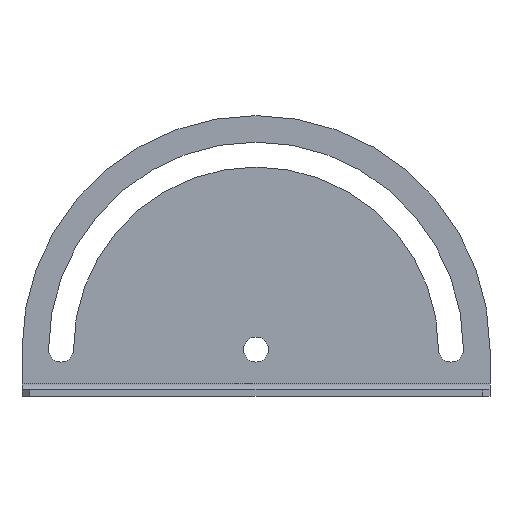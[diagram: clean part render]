
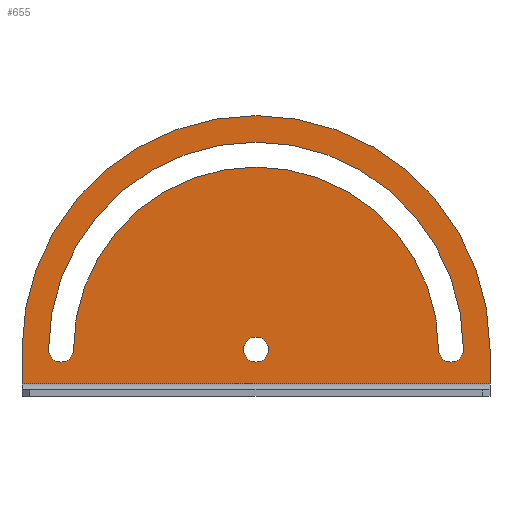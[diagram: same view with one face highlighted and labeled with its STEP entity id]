
A CAD part, top view. The second image highlights one B-rep face of the part: STEP entity #655.
In plain terms, the highlighted planar face has unit normal (0, 0, 1).
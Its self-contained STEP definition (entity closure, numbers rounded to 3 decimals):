
#10 = CARTESIAN_POINT ( 'NONE',  ( -4., 15., 2. ) ) ;
#11 = DIRECTION ( 'NONE',  ( 0., 0., 1. ) ) ;
#22 = VERTEX_POINT ( 'NONE', #201 ) ;
#25 = CARTESIAN_POINT ( 'NONE',  ( 0., 15., 2. ) ) ;
#27 = EDGE_CURVE ( 'NONE', #591, #256, #657, .T. ) ;
#30 = CARTESIAN_POINT ( 'NONE',  ( -75., 0., 2. ) ) ;
#41 = CIRCLE ( 'NONE', #694, 4. ) ;
#63 = DIRECTION ( 'NONE',  ( 0., 0., 1. ) ) ;
#69 = VERTEX_POINT ( 'NONE', #671 ) ;
#72 = CARTESIAN_POINT ( 'NONE',  ( 4., 15., 2. ) ) ;
#73 = DIRECTION ( 'NONE',  ( 1., 0., 0. ) ) ;
#86 = FACE_OUTER_BOUND ( 'NONE', #493, .T. ) ;
#92 = DIRECTION ( 'NONE',  ( 1., 0., 0. ) ) ;
#102 = CARTESIAN_POINT ( 'NONE',  ( -58.5, 15., 2. ) ) ;
#104 = ORIENTED_EDGE ( 'NONE', *, *, #458, .F. ) ;
#106 = AXIS2_PLACEMENT_3D ( 'NONE', #510, #63, #187 ) ;
#107 = CIRCLE ( 'NONE', #658, 75. ) ;
#121 = DIRECTION ( 'NONE',  ( 1., 0., 0. ) ) ;
#128 = DIRECTION ( 'NONE',  ( -1., 0., 0. ) ) ;
#131 = VERTEX_POINT ( 'NONE', #719 ) ;
#135 = VERTEX_POINT ( 'NONE', #214 ) ;
#138 = DIRECTION ( 'NONE',  ( 0., 0., -1. ) ) ;
#139 = EDGE_CURVE ( 'NONE', #797, #69, #408, .T. ) ;
#153 = CARTESIAN_POINT ( 'NONE',  ( 0., 15., 2. ) ) ;
#171 = CARTESIAN_POINT ( 'NONE',  ( -62.5, 15., 2. ) ) ;
#174 = CARTESIAN_POINT ( 'NONE',  ( -75., 15., 2. ) ) ;
#187 = DIRECTION ( 'NONE',  ( 1., 0., 0. ) ) ;
#201 = CARTESIAN_POINT ( 'NONE',  ( 66.5, 15., 2. ) ) ;
#204 = CARTESIAN_POINT ( 'NONE',  ( 75., 0., 2. ) ) ;
#207 = EDGE_LOOP ( 'NONE', ( #104, #771, #348, #234 ) ) ;
#214 = CARTESIAN_POINT ( 'NONE',  ( -66.5, 15., 2. ) ) ;
#223 = ORIENTED_EDGE ( 'NONE', *, *, #312, .F. ) ;
#233 = DIRECTION ( 'NONE',  ( 0., 0., 1. ) ) ;
#234 = ORIENTED_EDGE ( 'NONE', *, *, #540, .F. ) ;
#236 = AXIS2_PLACEMENT_3D ( 'NONE', #171, #246, #121 ) ;
#237 = CARTESIAN_POINT ( 'NONE',  ( 62.5, 15., 2. ) ) ;
#246 = DIRECTION ( 'NONE',  ( 0., 0., 1. ) ) ;
#247 = EDGE_CURVE ( 'NONE', #131, #797, #107, .T. ) ;
#254 = CARTESIAN_POINT ( 'NONE',  ( 0., 15., 2. ) ) ;
#256 = VERTEX_POINT ( 'NONE', #10 ) ;
#262 = EDGE_LOOP ( 'NONE', ( #678, #223 ) ) ;
#265 = EDGE_CURVE ( 'NONE', #701, #477, #754, .T. ) ;
#269 = DIRECTION ( 'NONE',  ( 1., 0., 0. ) ) ;
#274 = CARTESIAN_POINT ( 'NONE',  ( 0., 15., 2. ) ) ;
#276 = ORIENTED_EDGE ( 'NONE', *, *, #604, .T. ) ;
#286 = DIRECTION ( 'NONE',  ( 0., -1., 0. ) ) ;
#294 = AXIS2_PLACEMENT_3D ( 'NONE', #254, #11, #269 ) ;
#308 = VECTOR ( 'NONE', #286, 1000. ) ;
#312 = EDGE_CURVE ( 'NONE', #256, #591, #41, .T. ) ;
#321 = CIRCLE ( 'NONE', #106, 66.5 ) ;
#329 = DIRECTION ( 'NONE',  ( 0., 0., 1. ) ) ;
#348 = ORIENTED_EDGE ( 'NONE', *, *, #369, .F. ) ;
#369 = EDGE_CURVE ( 'NONE', #135, #701, #728, .T. ) ;
#384 = ORIENTED_EDGE ( 'NONE', *, *, #139, .T. ) ;
#408 = LINE ( 'NONE', #30, #308 ) ;
#412 = VECTOR ( 'NONE', #501, 1000. ) ;
#422 = ORIENTED_EDGE ( 'NONE', *, *, #247, .T. ) ;
#428 = AXIS2_PLACEMENT_3D ( 'NONE', #274, #138, #73 ) ;
#429 = DIRECTION ( 'NONE',  ( 1., 0., 0. ) ) ;
#458 = EDGE_CURVE ( 'NONE', #477, #22, #767, .T. ) ;
#465 = CARTESIAN_POINT ( 'NONE',  ( 75., 4., 2. ) ) ;
#477 = VERTEX_POINT ( 'NONE', #715 ) ;
#493 = EDGE_LOOP ( 'NONE', ( #720, #276, #422, #384 ) ) ;
#501 = DIRECTION ( 'NONE',  ( -1., 0., 0. ) ) ;
#510 = CARTESIAN_POINT ( 'NONE',  ( 0., 15., 2. ) ) ;
#531 = VERTEX_POINT ( 'NONE', #465 ) ;
#540 = EDGE_CURVE ( 'NONE', #22, #135, #321, .T. ) ;
#565 = CARTESIAN_POINT ( 'NONE',  ( 75., 4., 2. ) ) ;
#585 = AXIS2_PLACEMENT_3D ( 'NONE', #25, #679, #794 ) ;
#588 = LINE ( 'NONE', #204, #804 ) ;
#591 = VERTEX_POINT ( 'NONE', #72 ) ;
#604 = EDGE_CURVE ( 'NONE', #531, #131, #588, .T. ) ;
#609 = PLANE ( 'NONE',  #585 ) ;
#655 = ADVANCED_FACE ( 'NONE', ( #718, #726, #86 ), #609, .F. ) ;
#657 = CIRCLE ( 'NONE', #294, 4. ) ;
#658 = AXIS2_PLACEMENT_3D ( 'NONE', #700, #329, #128 ) ;
#670 = DIRECTION ( 'NONE',  ( 0., 0., 1. ) ) ;
#671 = CARTESIAN_POINT ( 'NONE',  ( -75., 4., 2. ) ) ;
#678 = ORIENTED_EDGE ( 'NONE', *, *, #27, .F. ) ;
#679 = DIRECTION ( 'NONE',  ( 0., 0., -1. ) ) ;
#694 = AXIS2_PLACEMENT_3D ( 'NONE', #153, #670, #92 ) ;
#700 = CARTESIAN_POINT ( 'NONE',  ( 0., 15., 2. ) ) ;
#701 = VERTEX_POINT ( 'NONE', #102 ) ;
#712 = DIRECTION ( 'NONE',  ( 0., 1., 0. ) ) ;
#715 = CARTESIAN_POINT ( 'NONE',  ( 58.5, 15., 2. ) ) ;
#718 = FACE_BOUND ( 'NONE', #262, .T. ) ;
#719 = CARTESIAN_POINT ( 'NONE',  ( 75., 15., 2. ) ) ;
#720 = ORIENTED_EDGE ( 'NONE', *, *, #772, .F. ) ;
#726 = FACE_BOUND ( 'NONE', #207, .T. ) ;
#728 = CIRCLE ( 'NONE', #236, 4. ) ;
#729 = AXIS2_PLACEMENT_3D ( 'NONE', #237, #233, #429 ) ;
#743 = LINE ( 'NONE', #565, #412 ) ;
#754 = CIRCLE ( 'NONE', #428, 58.5 ) ;
#767 = CIRCLE ( 'NONE', #729, 4. ) ;
#771 = ORIENTED_EDGE ( 'NONE', *, *, #265, .F. ) ;
#772 = EDGE_CURVE ( 'NONE', #531, #69, #743, .T. ) ;
#794 = DIRECTION ( 'NONE',  ( -1., 0., 0. ) ) ;
#797 = VERTEX_POINT ( 'NONE', #174 ) ;
#804 = VECTOR ( 'NONE', #712, 1000. ) ;
